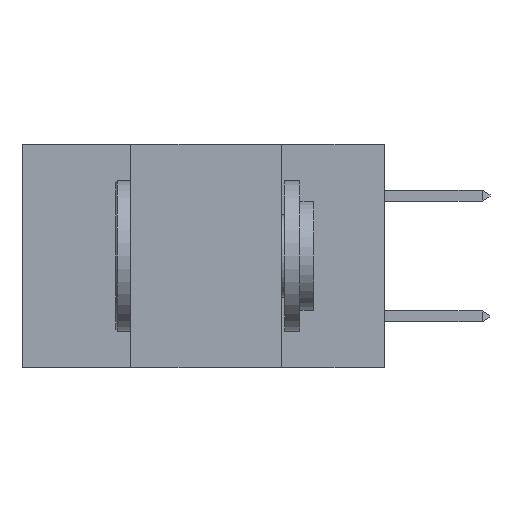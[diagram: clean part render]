
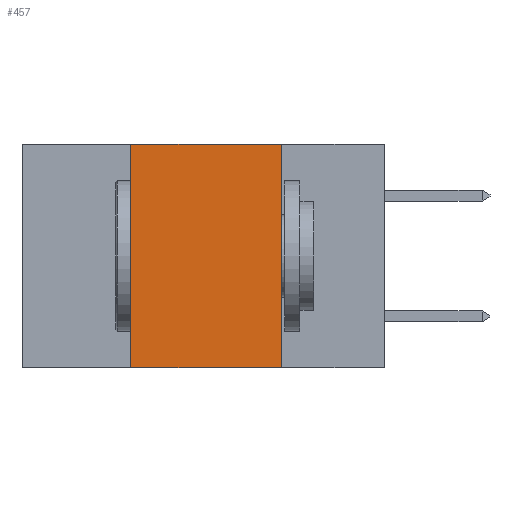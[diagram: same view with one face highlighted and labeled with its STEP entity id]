
A CAD part, left-side view. The second image highlights one B-rep face of the part: STEP entity #457.
In plain terms, the highlighted planar face has unit normal (-1, 0, 0).
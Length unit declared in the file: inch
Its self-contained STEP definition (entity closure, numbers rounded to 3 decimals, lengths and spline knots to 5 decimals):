
#97 = DIRECTION ( 'NONE',  ( 0., 0., 1. ) ) ;
#389 = CARTESIAN_POINT ( 'NONE',  ( 0., 0.42, 0. ) ) ;
#457 = ADVANCED_FACE ( 'NONE', ( #8910 ), #2695, .F. ) ;
#641 = CARTESIAN_POINT ( 'NONE',  ( 0., 0.17, 0. ) ) ;
#650 = VERTEX_POINT ( 'NONE', #1366 ) ;
#843 = EDGE_CURVE ( 'NONE', #650, #1468, #3368, .T. ) ;
#1067 = ORIENTED_EDGE ( 'NONE', *, *, #8292, .F. ) ;
#1366 = CARTESIAN_POINT ( 'NONE',  ( 0., 0.42, -0.37 ) ) ;
#1375 = CARTESIAN_POINT ( 'NONE',  ( 0., 0.17, 0. ) ) ;
#1468 = VERTEX_POINT ( 'NONE', #7042 ) ;
#1871 = VECTOR ( 'NONE', #7800, 39.37008 ) ;
#1964 = DIRECTION ( 'NONE',  ( 0., 0., -1. ) ) ;
#2058 = VERTEX_POINT ( 'NONE', #641 ) ;
#2208 = EDGE_CURVE ( 'NONE', #2058, #9276, #3193, .T. ) ;
#2628 = DIRECTION ( 'NONE',  ( 0., 0., -1. ) ) ;
#2662 = DIRECTION ( 'NONE',  ( 1., 0., 0. ) ) ;
#2695 = PLANE ( 'NONE',  #3227 ) ;
#2781 = CARTESIAN_POINT ( 'NONE',  ( 0., 0.6, 0. ) ) ;
#3114 = ORIENTED_EDGE ( 'NONE', *, *, #2208, .F. ) ;
#3120 = EDGE_LOOP ( 'NONE', ( #3114, #1067, #8241, #4893 ) ) ;
#3193 = LINE ( 'NONE', #1375, #7013 ) ;
#3227 = AXIS2_PLACEMENT_3D ( 'NONE', #2781, #2662, #2628 ) ;
#3368 = LINE ( 'NONE', #389, #7153 ) ;
#3811 = EDGE_CURVE ( 'NONE', #650, #9276, #7764, .T. ) ;
#4265 = VECTOR ( 'NONE', #4603, 39.37008 ) ;
#4513 = LINE ( 'NONE', #7533, #4265 ) ;
#4603 = DIRECTION ( 'NONE',  ( 0., -1., 0. ) ) ;
#4893 = ORIENTED_EDGE ( 'NONE', *, *, #3811, .T. ) ;
#7013 = VECTOR ( 'NONE', #1964, 39.37008 ) ;
#7042 = CARTESIAN_POINT ( 'NONE',  ( 0., 0.42, 0. ) ) ;
#7153 = VECTOR ( 'NONE', #97, 39.37008 ) ;
#7533 = CARTESIAN_POINT ( 'NONE',  ( 0., 0.6, 0. ) ) ;
#7764 = LINE ( 'NONE', #7833, #1871 ) ;
#7800 = DIRECTION ( 'NONE',  ( 0., -1., 0. ) ) ;
#7833 = CARTESIAN_POINT ( 'NONE',  ( 0., 0.6, -0.37 ) ) ;
#8241 = ORIENTED_EDGE ( 'NONE', *, *, #843, .F. ) ;
#8292 = EDGE_CURVE ( 'NONE', #1468, #2058, #4513, .T. ) ;
#8910 = FACE_OUTER_BOUND ( 'NONE', #3120, .T. ) ;
#9249 = CARTESIAN_POINT ( 'NONE',  ( 0., 0.17, -0.37 ) ) ;
#9276 = VERTEX_POINT ( 'NONE', #9249 ) ;
